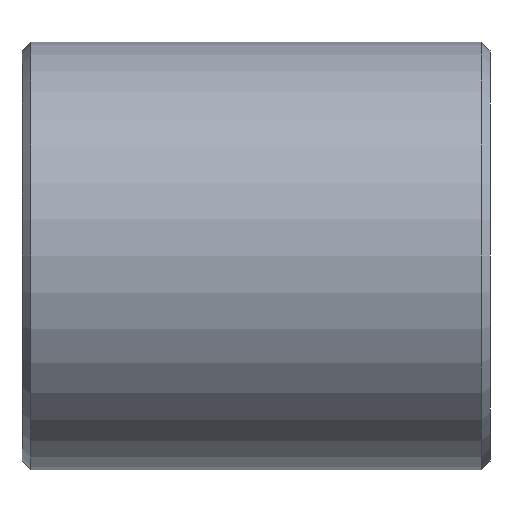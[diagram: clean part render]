
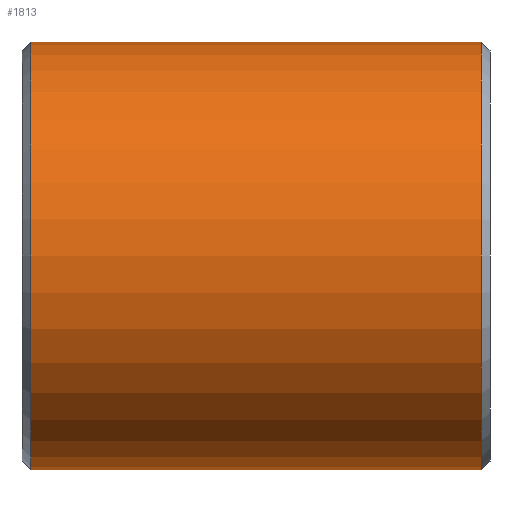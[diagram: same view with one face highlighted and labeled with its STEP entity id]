
A CAD part, left-side view. The second image highlights one B-rep face of the part: STEP entity #1813.
In plain terms, the highlighted cylindrical face has radius 13.25 mm (diameter 26.5 mm), a partial arc.
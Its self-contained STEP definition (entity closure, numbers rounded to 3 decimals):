
#22 = VERTEX_POINT ( 'NONE', #2350 ) ;
#48 = CIRCLE ( 'NONE', #608, 13.25 ) ;
#57 = DIRECTION ( 'NONE',  ( 0., 1., 0. ) ) ;
#99 = EDGE_CURVE ( 'NONE', #884, #22, #1853, .T. ) ;
#102 = ORIENTED_EDGE ( 'NONE', *, *, #345, .T. ) ;
#126 = ORIENTED_EDGE ( 'NONE', *, *, #2425, .T. ) ;
#284 = CARTESIAN_POINT ( 'NONE',  ( 0., 13.954, 0. ) ) ;
#344 = DIRECTION ( 'NONE',  ( 0., 1., 0. ) ) ;
#345 = EDGE_CURVE ( 'NONE', #900, #1202, #1580, .T. ) ;
#415 = EDGE_LOOP ( 'NONE', ( #2014, #2278, #102, #126 ) ) ;
#446 = DIRECTION ( 'NONE',  ( 0., 1., 0. ) ) ;
#457 = DIRECTION ( 'NONE',  ( 0., 0., 1. ) ) ;
#608 = AXIS2_PLACEMENT_3D ( 'NONE', #1895, #1855, #1292 ) ;
#697 = DIRECTION ( 'NONE',  ( 0., -1., 0. ) ) ;
#706 = FACE_OUTER_BOUND ( 'NONE', #415, .T. ) ;
#884 = VERTEX_POINT ( 'NONE', #2404 ) ;
#900 = VERTEX_POINT ( 'NONE', #1447 ) ;
#906 = DIRECTION ( 'NONE',  ( 0., 0., 1. ) ) ;
#1160 = VECTOR ( 'NONE', #57, 1000. ) ;
#1202 = VERTEX_POINT ( 'NONE', #1633 ) ;
#1292 = DIRECTION ( 'NONE',  ( 0., 0., 1. ) ) ;
#1368 = AXIS2_PLACEMENT_3D ( 'NONE', #284, #697, #906 ) ;
#1371 = EDGE_CURVE ( 'NONE', #884, #900, #48, .T. ) ;
#1447 = CARTESIAN_POINT ( 'NONE',  ( 0., -13.954, 13.25 ) ) ;
#1476 = CARTESIAN_POINT ( 'NONE',  ( 0., -14.5, 0. ) ) ;
#1580 = LINE ( 'NONE', #2155, #1160 ) ;
#1633 = CARTESIAN_POINT ( 'NONE',  ( 0., 13.954, 13.25 ) ) ;
#1665 = CYLINDRICAL_SURFACE ( 'NONE', #2179, 13.25 ) ;
#1791 = CIRCLE ( 'NONE', #1368, 13.25 ) ;
#1813 = ADVANCED_FACE ( 'NONE', ( #706 ), #1665, .T. ) ;
#1825 = CARTESIAN_POINT ( 'NONE',  ( 0., -14.5, -13.25 ) ) ;
#1853 = LINE ( 'NONE', #1825, #2061 ) ;
#1855 = DIRECTION ( 'NONE',  ( 0., 1., 0. ) ) ;
#1895 = CARTESIAN_POINT ( 'NONE',  ( 0., -13.954, 0. ) ) ;
#2014 = ORIENTED_EDGE ( 'NONE', *, *, #99, .F. ) ;
#2061 = VECTOR ( 'NONE', #344, 1000. ) ;
#2155 = CARTESIAN_POINT ( 'NONE',  ( 0., -14.5, 13.25 ) ) ;
#2179 = AXIS2_PLACEMENT_3D ( 'NONE', #1476, #446, #457 ) ;
#2278 = ORIENTED_EDGE ( 'NONE', *, *, #1371, .T. ) ;
#2350 = CARTESIAN_POINT ( 'NONE',  ( 0., 13.954, -13.25 ) ) ;
#2404 = CARTESIAN_POINT ( 'NONE',  ( 0., -13.954, -13.25 ) ) ;
#2425 = EDGE_CURVE ( 'NONE', #1202, #22, #1791, .T. ) ;
